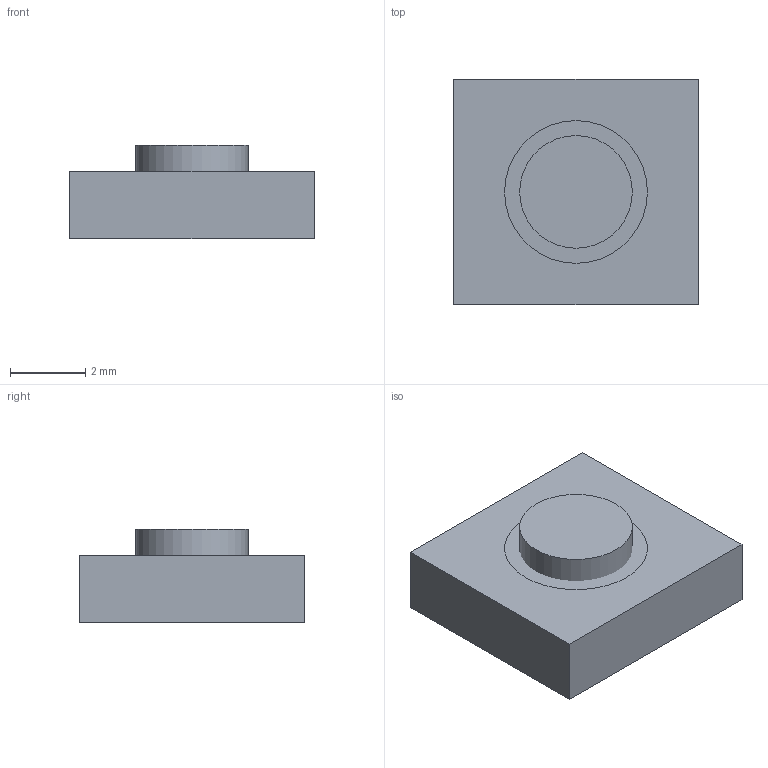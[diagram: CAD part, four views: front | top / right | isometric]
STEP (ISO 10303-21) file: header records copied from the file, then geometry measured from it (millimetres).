
FILE_DESCRIPTION(('FreeCAD Model'),'2;1');
FILE_NAME('Open CASCADE Shape Model','2021-07-08T16:17:57',('Author'),( ''),'Open CASCADE STEP processor 7.5','FreeCAD','Unknown');
FILE_SCHEMA(('AUTOMOTIVE_DESIGN { 1 0 10303 214 1 1 1 1 }'));
Length unit declared in the file: millimetre
Products named in the file (3): evqq2; Cylinder001; Fusion
Assembly tree (2 placements, depth 2):
  evqq2
    Cylinder001
    Fusion
Bounding box: 6.5 x 6 x 2.5 mm (x, y, z)
Volume: 87.9 mm3; surface area: 160.7 mm2
Topology: 2 solids, 2 shells, 11 faces, 17 edges, 12 vertices
Faces by surface type: plane 10, cylinder 1
Full cylindrical faces by diameter (mm): 3 x1
Entity records: 332 total; most frequent: DIRECTION 49, CARTESIAN_POINT 43, ORIENTED_EDGE 34, AXIS2_PLACEMENT_3D 18, EDGE_CURVE 17, FACE_BOUND 13, EDGE_LOOP 13, LINE 13
